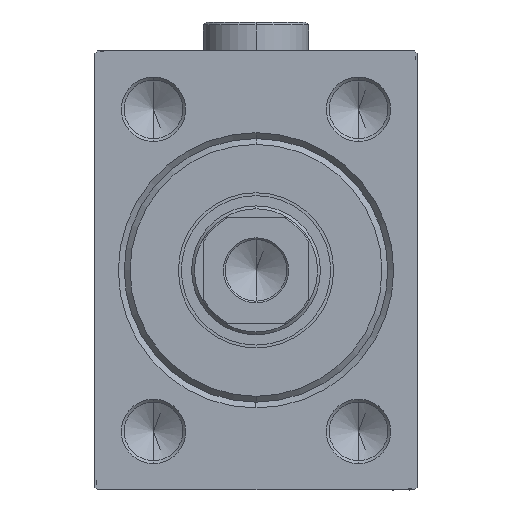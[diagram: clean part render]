
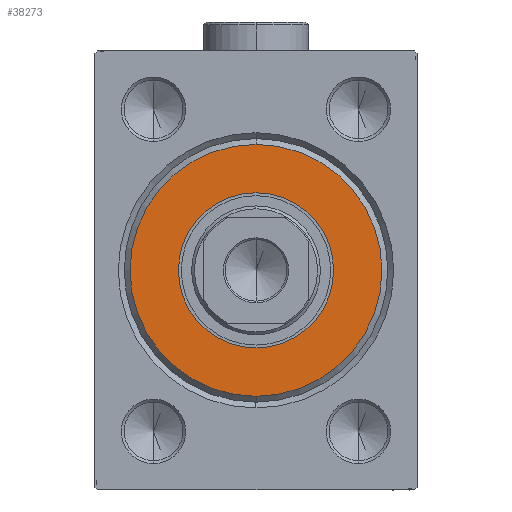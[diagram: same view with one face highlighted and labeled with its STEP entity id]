
A CAD part, left-side view. The second image highlights one B-rep face of the part: STEP entity #38273.
In plain terms, the highlighted face is planar.
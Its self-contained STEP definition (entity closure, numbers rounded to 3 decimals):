
#2573 = DIRECTION ( 'NONE',  ( 1., 0., 0. ) ) ;
#4782 = DIRECTION ( 'NONE',  ( 0., 0., -1. ) ) ;
#6263 = FACE_BOUND ( 'NONE', #23661, .T. ) ;
#6762 = ORIENTED_EDGE ( 'NONE', *, *, #30765, .T. ) ;
#7661 = ORIENTED_EDGE ( 'NONE', *, *, #11890, .F. ) ;
#8361 = VERTEX_POINT ( 'NONE', #41883 ) ;
#9596 = AXIS2_PLACEMENT_3D ( 'NONE', #16646, #2573, #30012 ) ;
#11890 = EDGE_CURVE ( 'NONE', #45020, #28624, #20623, .T. ) ;
#12379 = CARTESIAN_POINT ( 'NONE',  ( 3., 0., 0. ) ) ;
#13907 = CARTESIAN_POINT ( 'NONE',  ( 3., 0., -13.25 ) ) ;
#14024 = VERTEX_POINT ( 'NONE', #31430 ) ;
#14630 = DIRECTION ( 'NONE',  ( 1., 0., 0. ) ) ;
#15267 = CARTESIAN_POINT ( 'NONE',  ( 3., 0., 0. ) ) ;
#15287 = FACE_OUTER_BOUND ( 'NONE', #24357, .T. ) ;
#15483 = AXIS2_PLACEMENT_3D ( 'NONE', #28467, #14630, #42501 ) ;
#15962 = PLANE ( 'NONE',  #9596 ) ;
#16636 = CARTESIAN_POINT ( 'NONE',  ( 3., 0., 0. ) ) ;
#16646 = CARTESIAN_POINT ( 'NONE',  ( 3., 0., 0. ) ) ;
#19466 = AXIS2_PLACEMENT_3D ( 'NONE', #12379, #29677, #4782 ) ;
#20374 = ORIENTED_EDGE ( 'NONE', *, *, #20879, .F. ) ;
#20581 = AXIS2_PLACEMENT_3D ( 'NONE', #15267, #28873, #29320 ) ;
#20623 = CIRCLE ( 'NONE', #15483, 13.25 ) ;
#20879 = EDGE_CURVE ( 'NONE', #28624, #45020, #39334, .T. ) ;
#23661 = EDGE_LOOP ( 'NONE', ( #20374, #7661 ) ) ;
#24357 = EDGE_LOOP ( 'NONE', ( #6762, #26428 ) ) ;
#24984 = CIRCLE ( 'NONE', #20581, 21.5 ) ;
#26428 = ORIENTED_EDGE ( 'NONE', *, *, #35207, .T. ) ;
#27075 = AXIS2_PLACEMENT_3D ( 'NONE', #16636, #44979, #38054 ) ;
#28467 = CARTESIAN_POINT ( 'NONE',  ( 3., 0., 0. ) ) ;
#28624 = VERTEX_POINT ( 'NONE', #13907 ) ;
#28873 = DIRECTION ( 'NONE',  ( 1., 0., 0. ) ) ;
#29320 = DIRECTION ( 'NONE',  ( 0., 0., -1. ) ) ;
#29677 = DIRECTION ( 'NONE',  ( 1., 0., 0. ) ) ;
#30012 = DIRECTION ( 'NONE',  ( 0., 0., -1. ) ) ;
#30765 = EDGE_CURVE ( 'NONE', #14024, #8361, #44006, .T. ) ;
#31430 = CARTESIAN_POINT ( 'NONE',  ( 3., 0., 21.5 ) ) ;
#32092 = CARTESIAN_POINT ( 'NONE',  ( 3., 0., 13.25 ) ) ;
#35207 = EDGE_CURVE ( 'NONE', #8361, #14024, #24984, .T. ) ;
#38054 = DIRECTION ( 'NONE',  ( 0., 0., -1. ) ) ;
#38273 = ADVANCED_FACE ( 'NONE', ( #15287, #6263 ), #15962, .T. ) ;
#39334 = CIRCLE ( 'NONE', #19466, 13.25 ) ;
#41883 = CARTESIAN_POINT ( 'NONE',  ( 3., 0., -21.5 ) ) ;
#42501 = DIRECTION ( 'NONE',  ( 0., 0., -1. ) ) ;
#44006 = CIRCLE ( 'NONE', #27075, 21.5 ) ;
#44979 = DIRECTION ( 'NONE',  ( 1., 0., 0. ) ) ;
#45020 = VERTEX_POINT ( 'NONE', #32092 ) ;
